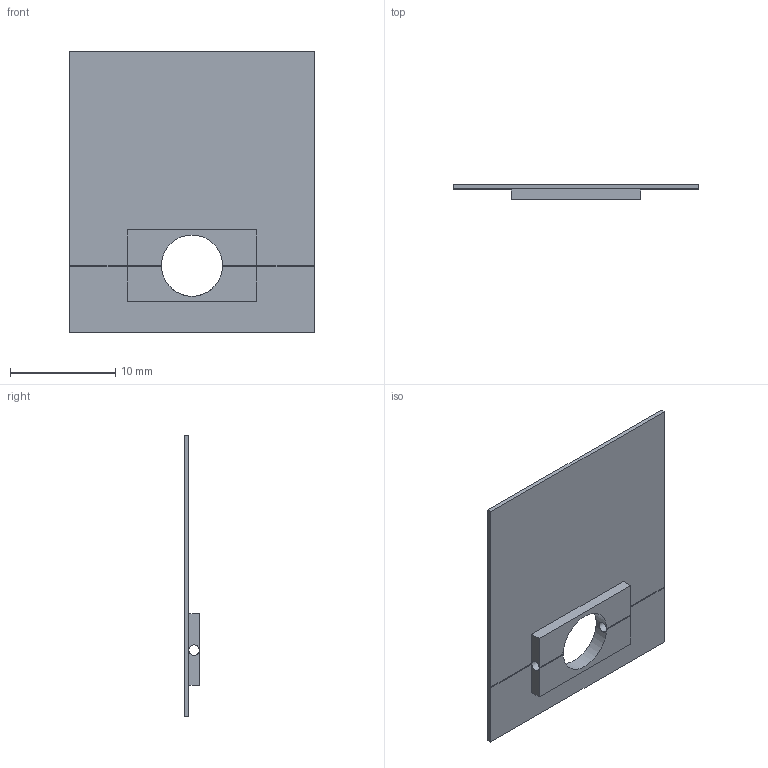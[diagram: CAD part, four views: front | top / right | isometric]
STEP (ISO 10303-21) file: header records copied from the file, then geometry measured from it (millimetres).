
FILE_DESCRIPTION(/* description */ (''),/* implementation_level */ '2;1');
FILE_NAME(/* name */ '02_Nanoscopy_Chip.ipt.step',/* time_stamp */ '2022-11-29T07:54:24+01:00',/* author */ ('diederichbenedict'),/* organization */ (''),/* preprocessor_version */ 'ST-DEVELOPER v18.1',/* originating_system */ 'Autodesk Inventor 2022',/* authorisation */ '');
FILE_SCHEMA (('AUTOMOTIVE_DESIGN { 1 0 10303 214 3 1 1 }'));
Length unit declared in the file: millimetre
Products named in the file (1): 02_Nanoscopy_Chip
Bounding box: 23.3 x 1.4 x 26.8 mm (x, y, z)
Volume: 291 mm3; surface area: 1315.6 mm2
Topology: 1 solids, 1 shells, 18 faces, 51 edges, 34 vertices
Faces by surface type: plane 15, cylinder 3
Full cylindrical faces by diameter (mm): 5.825 x1
Entity records: 694 total; most frequent: CARTESIAN_POINT 175, ORIENTED_EDGE 102, DIRECTION 95, EDGE_CURVE 51, LINE 39, VECTOR 39, VERTEX_POINT 34, AXIS2_PLACEMENT_3D 28
